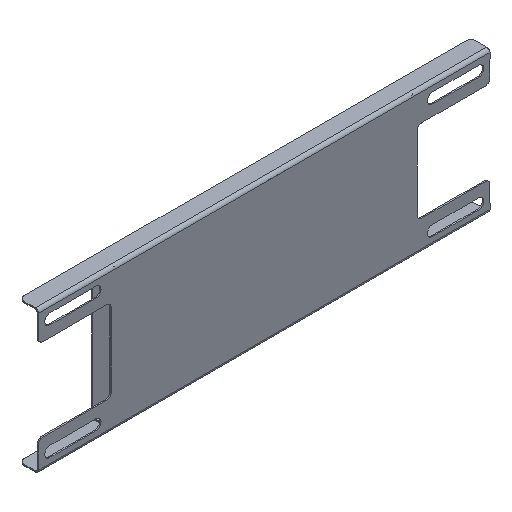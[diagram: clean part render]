
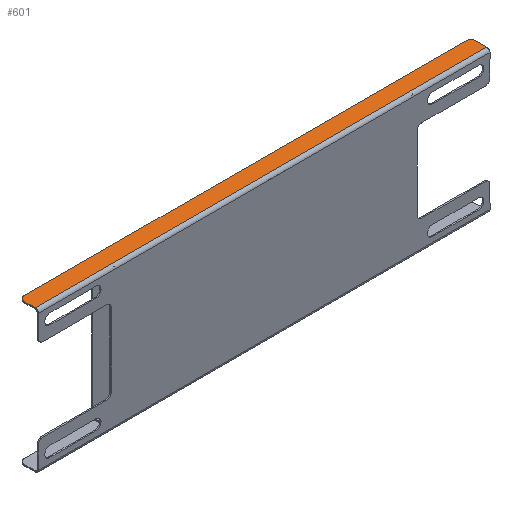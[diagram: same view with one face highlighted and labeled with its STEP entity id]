
A CAD part, isometric view. The second image highlights one B-rep face of the part: STEP entity #601.
In plain terms, the highlighted planar face has unit normal (0, 0, 1).
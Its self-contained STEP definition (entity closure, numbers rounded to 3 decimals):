
#145 = ORIENTED_EDGE ( 'NONE', *, *, #1809, .T. ) ;
#183 = CARTESIAN_POINT ( 'NONE',  ( 144.5, 9.5, 46.5 ) ) ;
#315 = AXIS2_PLACEMENT_3D ( 'NONE', #183, #2333, #1349 ) ;
#355 = VERTEX_POINT ( 'NONE', #639 ) ;
#371 = FACE_OUTER_BOUND ( 'NONE', #1038, .T. ) ;
#440 = VERTEX_POINT ( 'NONE', #2548 ) ;
#444 = CARTESIAN_POINT ( 'NONE',  ( -147.5, 9.5, 46.5 ) ) ;
#512 = DIRECTION ( 'NONE',  ( 1., 0., 0. ) ) ;
#524 = CARTESIAN_POINT ( 'NONE',  ( -147.5, 2.1, 46.5 ) ) ;
#534 = AXIS2_PLACEMENT_3D ( 'NONE', #748, #1130, #512 ) ;
#543 = VERTEX_POINT ( 'NONE', #693 ) ;
#547 = LINE ( 'NONE', #524, #2438 ) ;
#578 = CARTESIAN_POINT ( 'NONE',  ( 147.5, 12.5, 46.5 ) ) ;
#586 = EDGE_CURVE ( 'NONE', #440, #355, #547, .T. ) ;
#601 = ADVANCED_FACE ( 'NONE', ( #371 ), #926, .T. ) ;
#639 = CARTESIAN_POINT ( 'NONE',  ( 147.5, 2.1, 46.5 ) ) ;
#693 = CARTESIAN_POINT ( 'NONE',  ( -144.5, 12.5, 46.5 ) ) ;
#736 = AXIS2_PLACEMENT_3D ( 'NONE', #2531, #1341, #1330 ) ;
#748 = CARTESIAN_POINT ( 'NONE',  ( -147.5, 12.5, 46.5 ) ) ;
#752 = ORIENTED_EDGE ( 'NONE', *, *, #586, .T. ) ;
#778 = VECTOR ( 'NONE', #1170, 1000. ) ;
#794 = EDGE_CURVE ( 'NONE', #1365, #355, #1993, .T. ) ;
#881 = LINE ( 'NONE', #2057, #1984 ) ;
#910 = VECTOR ( 'NONE', #1422, 1000. ) ;
#926 = PLANE ( 'NONE',  #534 ) ;
#1038 = EDGE_LOOP ( 'NONE', ( #2327, #1935, #145, #752, #2282, #2360 ) ) ;
#1100 = CIRCLE ( 'NONE', #315, 3. ) ;
#1130 = DIRECTION ( 'NONE',  ( 0., 0., 1. ) ) ;
#1170 = DIRECTION ( 'NONE',  ( 1., 0., 0. ) ) ;
#1228 = CARTESIAN_POINT ( 'NONE',  ( 144.5, 12.5, 46.5 ) ) ;
#1311 = VERTEX_POINT ( 'NONE', #444 ) ;
#1330 = DIRECTION ( 'NONE',  ( 1., 0., 0. ) ) ;
#1341 = DIRECTION ( 'NONE',  ( 0., 0., 1. ) ) ;
#1349 = DIRECTION ( 'NONE',  ( -1., 0., 0. ) ) ;
#1365 = VERTEX_POINT ( 'NONE', #2290 ) ;
#1394 = EDGE_CURVE ( 'NONE', #543, #1311, #1489, .T. ) ;
#1422 = DIRECTION ( 'NONE',  ( 0., -1., 0. ) ) ;
#1453 = EDGE_CURVE ( 'NONE', #543, #2474, #2314, .T. ) ;
#1489 = CIRCLE ( 'NONE', #736, 3. ) ;
#1809 = EDGE_CURVE ( 'NONE', #1311, #440, #881, .T. ) ;
#1870 = DIRECTION ( 'NONE',  ( 0., -1., 0. ) ) ;
#1929 = DIRECTION ( 'NONE',  ( 1., 0., 0. ) ) ;
#1935 = ORIENTED_EDGE ( 'NONE', *, *, #1394, .T. ) ;
#1976 = CARTESIAN_POINT ( 'NONE',  ( -147.5, 12.5, 46.5 ) ) ;
#1984 = VECTOR ( 'NONE', #1870, 1000. ) ;
#1993 = LINE ( 'NONE', #578, #910 ) ;
#2057 = CARTESIAN_POINT ( 'NONE',  ( -147.5, 12.5, 46.5 ) ) ;
#2282 = ORIENTED_EDGE ( 'NONE', *, *, #794, .F. ) ;
#2290 = CARTESIAN_POINT ( 'NONE',  ( 147.5, 9.5, 46.5 ) ) ;
#2314 = LINE ( 'NONE', #1976, #778 ) ;
#2317 = EDGE_CURVE ( 'NONE', #2474, #1365, #1100, .T. ) ;
#2327 = ORIENTED_EDGE ( 'NONE', *, *, #1453, .F. ) ;
#2333 = DIRECTION ( 'NONE',  ( 0., 0., -1. ) ) ;
#2360 = ORIENTED_EDGE ( 'NONE', *, *, #2317, .F. ) ;
#2438 = VECTOR ( 'NONE', #1929, 1000. ) ;
#2474 = VERTEX_POINT ( 'NONE', #1228 ) ;
#2531 = CARTESIAN_POINT ( 'NONE',  ( -144.5, 9.5, 46.5 ) ) ;
#2548 = CARTESIAN_POINT ( 'NONE',  ( -147.5, 2.1, 46.5 ) ) ;
